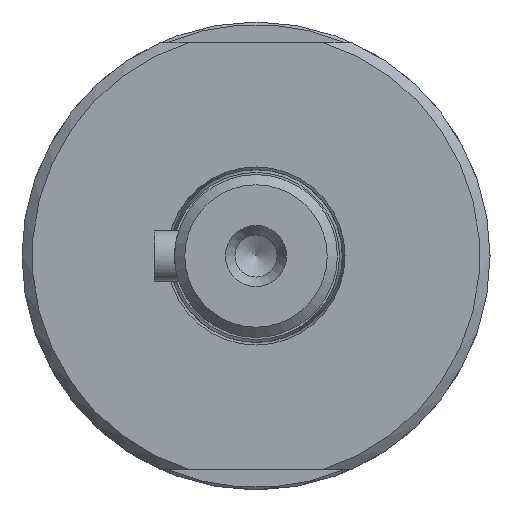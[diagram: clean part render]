
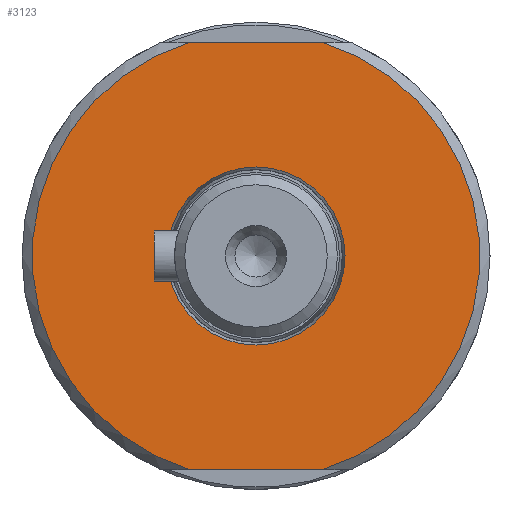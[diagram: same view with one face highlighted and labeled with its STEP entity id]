
A CAD part, left-side view. The second image highlights one B-rep face of the part: STEP entity #3123.
In plain terms, the highlighted planar face has unit normal (-1, 0, 0).
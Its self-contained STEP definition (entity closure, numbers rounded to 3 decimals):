
#254=FACE_BOUND('',#1029,.T.);
#308=LINE('',#4802,#558);
#312=LINE('',#4818,#562);
#558=VECTOR('',#3869,10.);
#562=VECTOR('',#3877,10.);
#851=FACE_OUTER_BOUND('',#1028,.T.);
#1028=EDGE_LOOP('',(#2297,#2298,#2299,#2300));
#1029=EDGE_LOOP('',(#2301,#2302));
#1245=CIRCLE('',#3391,22.);
#1247=CIRCLE('',#3395,22.);
#1248=CIRCLE('',#3396,8.75);
#1249=CIRCLE('',#3397,8.75);
#1422=VERTEX_POINT('',#4797);
#1423=VERTEX_POINT('',#4801);
#1426=VERTEX_POINT('',#4813);
#1427=VERTEX_POINT('',#4817);
#1429=VERTEX_POINT('',#4831);
#1430=VERTEX_POINT('',#4832);
#1754=EDGE_CURVE('',#1423,#1422,#308,.T.);
#1760=EDGE_CURVE('',#1427,#1426,#312,.T.);
#1763=EDGE_CURVE('',#1423,#1426,#1245,.T.);
#1765=EDGE_CURVE('',#1427,#1422,#1247,.T.);
#1766=EDGE_CURVE('',#1429,#1430,#1248,.T.);
#1767=EDGE_CURVE('',#1430,#1429,#1249,.T.);
#2297=ORIENTED_EDGE('',*,*,#1754,.T.);
#2298=ORIENTED_EDGE('',*,*,#1765,.F.);
#2299=ORIENTED_EDGE('',*,*,#1760,.T.);
#2300=ORIENTED_EDGE('',*,*,#1763,.F.);
#2301=ORIENTED_EDGE('',*,*,#1766,.T.);
#2302=ORIENTED_EDGE('',*,*,#1767,.T.);
#2999=PLANE('',#3394);
#3123=ADVANCED_FACE('',(#851,#254),#2999,.T.);
#3391=AXIS2_PLACEMENT_3D('',#4825,#3884,#3885);
#3394=AXIS2_PLACEMENT_3D('',#4829,#3890,#3891);
#3395=AXIS2_PLACEMENT_3D('',#4830,#3892,#3893);
#3396=AXIS2_PLACEMENT_3D('',#4833,#3894,#3895);
#3397=AXIS2_PLACEMENT_3D('',#4834,#3896,#3897);
#3869=DIRECTION('',(0.,1.,0.));
#3877=DIRECTION('',(0.,-1.,0.));
#3884=DIRECTION('center_axis',(1.,0.,0.));
#3885=DIRECTION('ref_axis',(0.,-1.,0.));
#3890=DIRECTION('center_axis',(-1.,0.,0.));
#3891=DIRECTION('ref_axis',(0.,0.,-1.));
#3892=DIRECTION('center_axis',(1.,0.,0.));
#3893=DIRECTION('ref_axis',(0.,-1.,0.));
#3894=DIRECTION('center_axis',(1.,0.,0.));
#3895=DIRECTION('ref_axis',(0.,-1.,0.));
#3896=DIRECTION('center_axis',(1.,0.,0.));
#3897=DIRECTION('ref_axis',(0.,-1.,0.));
#4797=CARTESIAN_POINT('',(-105.5,6.557,21.));
#4801=CARTESIAN_POINT('',(-105.5,-6.557,21.));
#4802=CARTESIAN_POINT('',(-105.5,0.91,21.));
#4813=CARTESIAN_POINT('',(-105.5,-6.557,-21.));
#4817=CARTESIAN_POINT('',(-105.5,6.557,-21.));
#4818=CARTESIAN_POINT('',(-105.5,-15.688,-21.));
#4825=CARTESIAN_POINT('Origin',(-105.5,0.,0.));
#4829=CARTESIAN_POINT('Origin',(-105.5,-15.375,0.));
#4830=CARTESIAN_POINT('Origin',(-105.5,0.,0.));
#4831=CARTESIAN_POINT('',(-105.5,-8.75,0.));
#4832=CARTESIAN_POINT('',(-105.5,8.75,0.));
#4833=CARTESIAN_POINT('Origin',(-105.5,0.,0.));
#4834=CARTESIAN_POINT('Origin',(-105.5,0.,0.));
